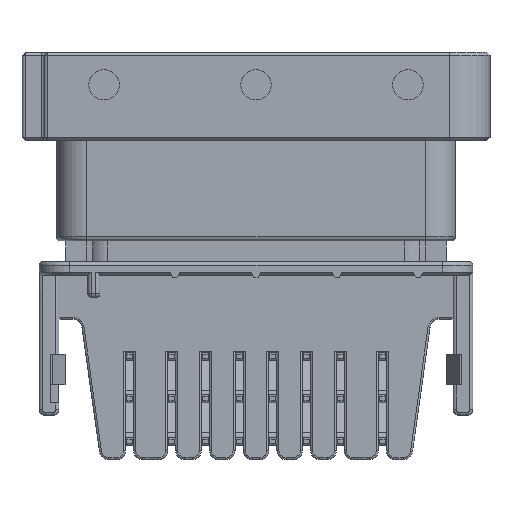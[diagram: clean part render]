
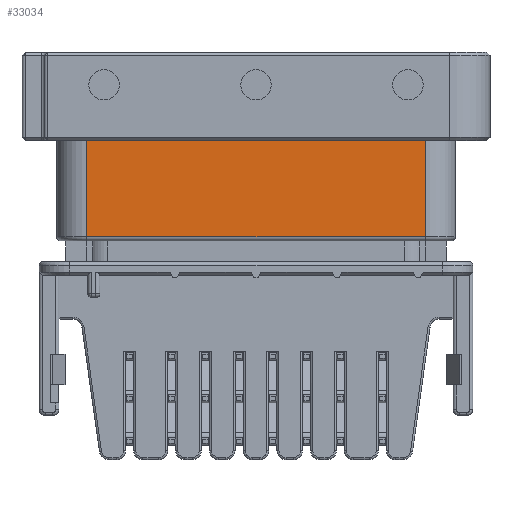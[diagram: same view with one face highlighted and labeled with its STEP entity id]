
A CAD part, front view. The second image highlights one B-rep face of the part: STEP entity #33034.
In plain terms, the highlighted planar face has unit normal (0, -1, 0).
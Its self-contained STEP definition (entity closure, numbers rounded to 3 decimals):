
#2744 = CARTESIAN_POINT ( 'NONE',  ( -16.7, 0.975, 16.3 ) ) ;
#3566 = VERTEX_POINT ( 'NONE', #2744 ) ;
#5331 = LINE ( 'NONE', #30218, #33144 ) ;
#6055 = ORIENTED_EDGE ( 'NONE', *, *, #35429, .F. ) ;
#7755 = CARTESIAN_POINT ( 'NONE',  ( 16.7, 0.975, 16.3 ) ) ;
#7777 = CARTESIAN_POINT ( 'NONE',  ( -16.7, 0.975, 25.8 ) ) ;
#9369 = FACE_OUTER_BOUND ( 'NONE', #23721, .T. ) ;
#9977 = DIRECTION ( 'NONE',  ( 0., 1., 0. ) ) ;
#10103 = DIRECTION ( 'NONE',  ( 0., 0., 1. ) ) ;
#11277 = VECTOR ( 'NONE', #21745, 1000. ) ;
#12686 = CARTESIAN_POINT ( 'NONE',  ( -16.7, 0.975, 15.9 ) ) ;
#13303 = VECTOR ( 'NONE', #10103, 1000. ) ;
#13415 = LINE ( 'NONE', #7777, #11277 ) ;
#15039 = ORIENTED_EDGE ( 'NONE', *, *, #25252, .T. ) ;
#15340 = DIRECTION ( 'NONE',  ( -1., 0., 0. ) ) ;
#15538 = EDGE_CURVE ( 'NONE', #16416, #19792, #13415, .T. ) ;
#15873 = DIRECTION ( 'NONE',  ( 0., 0., 1. ) ) ;
#16416 = VERTEX_POINT ( 'NONE', #19903 ) ;
#16624 = CARTESIAN_POINT ( 'NONE',  ( -16.7, 0.975, 25.8 ) ) ;
#19241 = CARTESIAN_POINT ( 'NONE',  ( 16.7, 0.975, 16.3 ) ) ;
#19792 = VERTEX_POINT ( 'NONE', #16624 ) ;
#19903 = CARTESIAN_POINT ( 'NONE',  ( 16.7, 0.975, 25.8 ) ) ;
#20798 = PLANE ( 'NONE',  #21058 ) ;
#21058 = AXIS2_PLACEMENT_3D ( 'NONE', #12686, #9977, #15340 ) ;
#21745 = DIRECTION ( 'NONE',  ( -1., 0., 0. ) ) ;
#23325 = EDGE_CURVE ( 'NONE', #24784, #16416, #31128, .T. ) ;
#23721 = EDGE_LOOP ( 'NONE', ( #6055, #15039, #26806, #26105 ) ) ;
#24784 = VERTEX_POINT ( 'NONE', #19241 ) ;
#25252 = EDGE_CURVE ( 'NONE', #3566, #24784, #27421, .T. ) ;
#26105 = ORIENTED_EDGE ( 'NONE', *, *, #15538, .T. ) ;
#26591 = CARTESIAN_POINT ( 'NONE',  ( 16.7, 0.975, 15.9 ) ) ;
#26806 = ORIENTED_EDGE ( 'NONE', *, *, #23325, .T. ) ;
#27000 = VECTOR ( 'NONE', #35356, 1000. ) ;
#27421 = LINE ( 'NONE', #7755, #27000 ) ;
#30218 = CARTESIAN_POINT ( 'NONE',  ( -16.7, 0.975, 15.9 ) ) ;
#31128 = LINE ( 'NONE', #26591, #13303 ) ;
#33034 = ADVANCED_FACE ( 'NONE', ( #9369 ), #20798, .F. ) ;
#33144 = VECTOR ( 'NONE', #15873, 1000. ) ;
#35356 = DIRECTION ( 'NONE',  ( 1., 0., 0. ) ) ;
#35429 = EDGE_CURVE ( 'NONE', #3566, #19792, #5331, .T. ) ;
